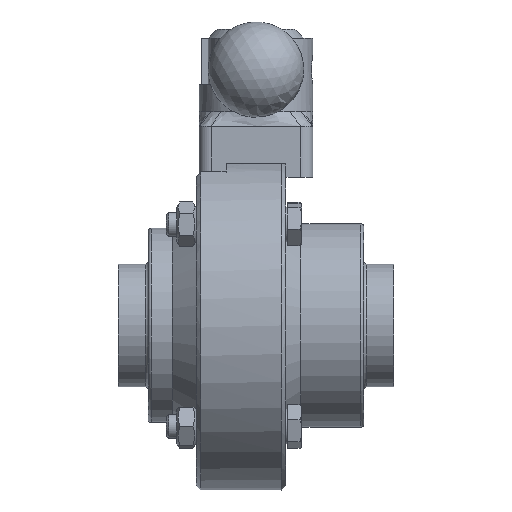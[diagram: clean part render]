
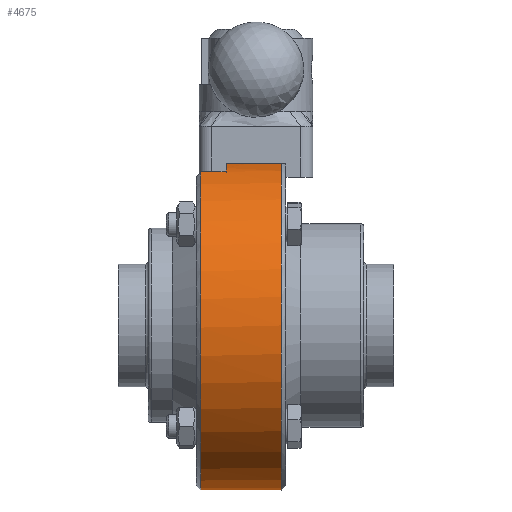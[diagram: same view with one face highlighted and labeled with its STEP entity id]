
A CAD part, front view. The second image highlights one B-rep face of the part: STEP entity #4675.
In plain terms, the highlighted cylindrical face has radius 55 mm (diameter 110 mm), a full revolution.
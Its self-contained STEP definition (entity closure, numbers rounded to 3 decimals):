
#3870=CARTESIAN_POINT('',(-6.5,-19.75,51.332));
#3871=VERTEX_POINT('',#3870);
#3896=CARTESIAN_POINT('',(-6.5,19.75,51.332));
#3897=VERTEX_POINT('',#3896);
#3911=CARTESIAN_POINT('',(-6.5,0.,0.));
#3912=DIRECTION('',(-1.0,0.0,0.0));
#3913=DIRECTION('',(0.0,-1.0,0.0));
#3914=AXIS2_PLACEMENT_3D('',#3911,#3912,#3913);
#3915=CIRCLE('',#3914,55.0);
#3916=EDGE_CURVE('',#3897,#3871,#3915,.T.);
#3989=CARTESIAN_POINT('',(2.,-19.75,51.332));
#3990=VERTEX_POINT('',#3989);
#3991=CARTESIAN_POINT('',(2.,-19.75,51.332));
#3992=DIRECTION('',(-1.0,0.0,0.0));
#3993=VECTOR('',#3992,8.5);
#3994=LINE('',#3991,#3993);
#3995=EDGE_CURVE('',#3990,#3871,#3994,.T.);
#4047=CARTESIAN_POINT('',(2.,19.75,51.332));
#4048=VERTEX_POINT('',#4047);
#4055=CARTESIAN_POINT('',(-6.5,19.75,51.332));
#4056=DIRECTION('',(1.0,0.0,0.0));
#4057=VECTOR('',#4056,8.5);
#4058=LINE('',#4055,#4057);
#4059=EDGE_CURVE('',#3897,#4048,#4058,.T.);
#4543=CARTESIAN_POINT('',(4.35,0.,55.0));
#4544=VERTEX_POINT('',#4543);
#4545=CARTESIAN_POINT('',(19.65,0.,55.0));
#4546=VERTEX_POINT('',#4545);
#4547=CARTESIAN_POINT('',(4.35,0.,55.0));
#4548=CARTESIAN_POINT('',(4.35,0.962,55.0));
#4549=CARTESIAN_POINT('',(4.542,1.987,54.972));
#4550=CARTESIAN_POINT('',(5.324,3.871,54.872));
#4551=CARTESIAN_POINT('',(5.912,4.731,54.8));
#4552=CARTESIAN_POINT('',(7.269,6.088,54.666));
#4553=CARTESIAN_POINT('',(8.129,6.676,54.595));
#4554=CARTESIAN_POINT('',(10.013,7.458,54.493));
#4555=CARTESIAN_POINT('',(11.038,7.65,54.465));
#4556=CARTESIAN_POINT('',(12.962,7.65,54.465));
#4557=CARTESIAN_POINT('',(13.987,7.458,54.493));
#4558=CARTESIAN_POINT('',(15.871,6.676,54.595));
#4559=CARTESIAN_POINT('',(16.731,6.088,54.666));
#4560=CARTESIAN_POINT('',(18.088,4.731,54.8));
#4561=CARTESIAN_POINT('',(18.676,3.871,54.872));
#4562=CARTESIAN_POINT('',(19.458,1.987,54.972));
#4563=CARTESIAN_POINT('',(19.65,0.962,55.0));
#4564=CARTESIAN_POINT('',(19.65,0.,55.0));
#4565=B_SPLINE_CURVE_WITH_KNOTS('',3,(#4547,#4548,#4549,#4550,#4551,#4552,#4553,#4554,#4555,#4556,#4557,#4558,#4559,#4560,#4561,#4562,#4563,#4564),.UNSPECIFIED.,.F.,.U.,(4,2,2,2,2,2,2,2,4),(1.154,1.443,1.731,2.02,2.309,2.597,2.886,3.174,3.463),.UNSPECIFIED.);
#4566=EDGE_CURVE('',#4544,#4546,#4565,.T.);
#4568=CARTESIAN_POINT('',(19.65,0.,55.0));
#4569=CARTESIAN_POINT('',(19.65,-0.962,55.0));
#4570=CARTESIAN_POINT('',(19.458,-1.987,54.972));
#4571=CARTESIAN_POINT('',(18.676,-3.871,54.872));
#4572=CARTESIAN_POINT('',(18.088,-4.731,54.8));
#4573=CARTESIAN_POINT('',(16.731,-6.088,54.666));
#4574=CARTESIAN_POINT('',(15.871,-6.676,54.595));
#4575=CARTESIAN_POINT('',(13.987,-7.458,54.493));
#4576=CARTESIAN_POINT('',(12.962,-7.65,54.465));
#4577=CARTESIAN_POINT('',(12.,-7.65,54.465));
#4578=CARTESIAN_POINT('',(11.038,-7.65,54.465));
#4579=CARTESIAN_POINT('',(10.013,-7.458,54.493));
#4580=CARTESIAN_POINT('',(8.129,-6.676,54.595));
#4581=CARTESIAN_POINT('',(7.269,-6.088,54.666));
#4582=CARTESIAN_POINT('',(5.912,-4.731,54.8));
#4583=CARTESIAN_POINT('',(5.324,-3.871,54.872));
#4584=CARTESIAN_POINT('',(4.542,-1.987,54.972));
#4585=CARTESIAN_POINT('',(4.35,-0.962,55.0));
#4586=CARTESIAN_POINT('',(4.35,0.,55.0));
#4587=B_SPLINE_CURVE_WITH_KNOTS('',3,(#4568,#4569,#4570,#4571,#4572,#4573,#4574,#4575,#4576,#4577,#4578,#4579,#4580,#4581,#4582,#4583,#4584,#4585,#4586),.UNSPECIFIED.,.F.,.U.,(4,2,2,2,3,2,2,2,4),(3.463,3.751,4.04,4.329,4.617,4.906,5.194,5.483,5.771),.UNSPECIFIED.);
#4588=EDGE_CURVE('',#4546,#4544,#4587,.T.);
#4607=CARTESIAN_POINT('',(11.25,0.0,0.0));
#4608=DIRECTION('',(1.0,0.0,0.0));
#4609=DIRECTION('',(0.0,1.0,0.0));
#4610=AXIS2_PLACEMENT_3D('',#4607,#4608,#4609);
#4611=CYLINDRICAL_SURFACE('',#4610,55.0);
#4612=CARTESIAN_POINT('',(20.5,55.0,0.0));
#4613=VERTEX_POINT('',#4612);
#4614=CARTESIAN_POINT('',(20.5,0.0,0.0));
#4615=DIRECTION('',(1.0,0.0,0.0));
#4616=DIRECTION('',(0.0,1.0,0.0));
#4617=AXIS2_PLACEMENT_3D('',#4614,#4615,#4616);
#4618=CIRCLE('',#4617,55.0);
#4619=EDGE_CURVE('',#4613,#4613,#4618,.T.);
#4620=ORIENTED_EDGE('',*,*,#4619,.F.);
#4621=EDGE_LOOP('',(#4620));
#4622=FACE_OUTER_BOUND('',#4621,.T.);
#4623=ORIENTED_EDGE('',*,*,#4566,.T.);
#4624=ORIENTED_EDGE('',*,*,#4588,.T.);
#4625=EDGE_LOOP('',(#4623,#4624));
#4626=FACE_BOUND('',#4625,.T.);
#4627=CARTESIAN_POINT('',(2.,19.,51.614));
#4628=VERTEX_POINT('',#4627);
#4629=CARTESIAN_POINT('',(2.,0.0,0.0));
#4630=DIRECTION('',(1.0,0.0,0.0));
#4631=DIRECTION('',(0.0,1.0,0.0));
#4632=AXIS2_PLACEMENT_3D('',#4629,#4630,#4631);
#4633=CIRCLE('',#4632,55.0);
#4634=EDGE_CURVE('',#4048,#4628,#4633,.T.);
#4635=ORIENTED_EDGE('',*,*,#4634,.T.);
#4636=CARTESIAN_POINT('',(2.,16.,52.621));
#4637=VERTEX_POINT('',#4636);
#4638=CARTESIAN_POINT('',(2.,0.0,0.0));
#4639=DIRECTION('',(1.0,0.0,0.0));
#4640=DIRECTION('',(0.0,1.0,0.0));
#4641=AXIS2_PLACEMENT_3D('',#4638,#4639,#4640);
#4642=CIRCLE('',#4641,55.0);
#4643=EDGE_CURVE('',#4628,#4637,#4642,.T.);
#4644=ORIENTED_EDGE('',*,*,#4643,.T.);
#4645=CARTESIAN_POINT('',(2.,-16.,52.621));
#4646=VERTEX_POINT('',#4645);
#4647=CARTESIAN_POINT('',(2.,0.0,0.0));
#4648=DIRECTION('',(1.0,0.0,0.0));
#4649=DIRECTION('',(0.0,1.0,0.0));
#4650=AXIS2_PLACEMENT_3D('',#4647,#4648,#4649);
#4651=CIRCLE('',#4650,55.0);
#4652=EDGE_CURVE('',#4637,#4646,#4651,.T.);
#4653=ORIENTED_EDGE('',*,*,#4652,.T.);
#4654=CARTESIAN_POINT('',(2.,-19.,51.614));
#4655=VERTEX_POINT('',#4654);
#4656=CARTESIAN_POINT('',(2.,0.0,0.0));
#4657=DIRECTION('',(1.0,0.0,0.0));
#4658=DIRECTION('',(0.0,1.0,0.0));
#4659=AXIS2_PLACEMENT_3D('',#4656,#4657,#4658);
#4660=CIRCLE('',#4659,55.0);
#4661=EDGE_CURVE('',#4646,#4655,#4660,.T.);
#4662=ORIENTED_EDGE('',*,*,#4661,.T.);
#4663=CARTESIAN_POINT('',(2.,0.0,0.0));
#4664=DIRECTION('',(1.0,0.0,0.0));
#4665=DIRECTION('',(0.0,1.0,0.0));
#4666=AXIS2_PLACEMENT_3D('',#4663,#4664,#4665);
#4667=CIRCLE('',#4666,55.0);
#4668=EDGE_CURVE('',#4655,#3990,#4667,.T.);
#4669=ORIENTED_EDGE('',*,*,#4668,.T.);
#4670=ORIENTED_EDGE('',*,*,#3995,.T.);
#4671=ORIENTED_EDGE('',*,*,#3916,.F.);
#4672=ORIENTED_EDGE('',*,*,#4059,.T.);
#4673=EDGE_LOOP('',(#4635,#4644,#4653,#4662,#4669,#4670,#4671,#4672));
#4674=FACE_BOUND('',#4673,.T.);
#4675=ADVANCED_FACE('',(#4622,#4626,#4674),#4611,.T.);
